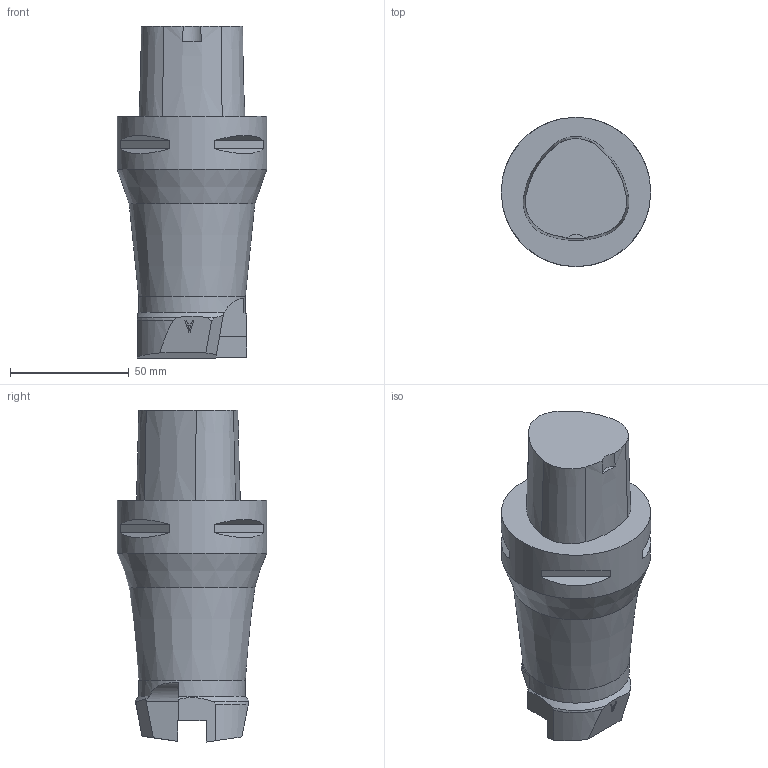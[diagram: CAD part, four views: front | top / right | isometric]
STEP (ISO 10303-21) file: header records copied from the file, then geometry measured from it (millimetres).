
FILE_DESCRIPTION(/* description */ (''),/* implementation_level */ '2;1');
FILE_NAME(/* name */ '1545053229155.stp',/* time_stamp */ '2018-12-17T14:27:25+01:00',/* author */ (''),/* organization */ ('SMS'),/* preprocessor_version */ 'ST-DEVELOPER v15',/* originating_system */ 'SIEMENS PLM Software NX 8.5',/* authorisation */ '');
FILE_SCHEMA (('AUTOMOTIVE_DESIGN { 1 0 10303 214 3 1 1 1 }'));
Length unit declared in the file: millimetre
Products named in the file (1): 200947796mod000_01
Bounding box: 63 x 63 x 140 mm (x, y, z)
Volume: 269477.9 mm3; surface area: 27472.3 mm2
Topology: 1 solids, 1 shells, 80 faces, 203 edges, 139 vertices
Faces by surface type: plane 49, cone 14, cylinder 9, extrusion 8
Full cylindrical faces by diameter (mm): 45 x1, 63 x1
Entity records: 2688 total; most frequent: CARTESIAN_POINT 793, ORIENTED_EDGE 392, DIRECTION 342, EDGE_CURVE 196, VERTEX_POINT 132, AXIS2_PLACEMENT_3D 127, EDGE_LOOP 94, VECTOR 88
